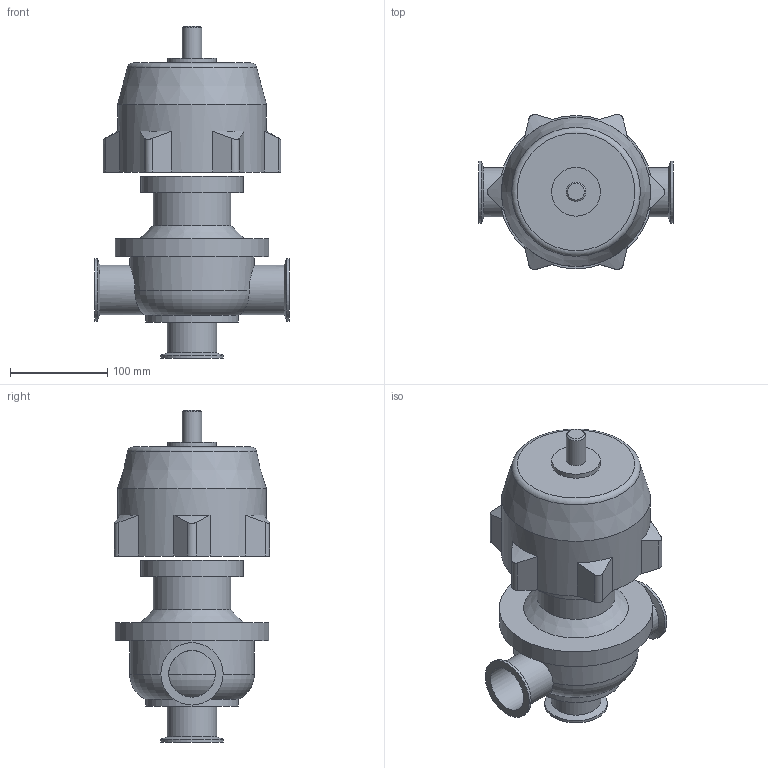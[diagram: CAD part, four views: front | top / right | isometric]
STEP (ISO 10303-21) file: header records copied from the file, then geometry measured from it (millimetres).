
FILE_DESCRIPTION(/* description */ (''),/* implementation_level */ '2;1');
FILE_NAME(/* name */ 'DAC2T_C_20.stp',/* time_stamp */ '2021-08-19T16:47:46+09:00',/* author */ ('m'),/* organization */ (''),/* preprocessor_version */ 'ST-DEVELOPER v18.1',/* originating_system */ 'Autodesk Inventor 2021',/* authorisation */ '');
FILE_SCHEMA (('AUTOMOTIVE_DESIGN { 1 0 10303 214 3 1 1 }'));
Length unit declared in the file: millimetre
Products named in the file (1): DAC2T_C_20
Bounding box: 200 x 159.22 x 341 mm (x, y, z)
Volume: 3623222.7 mm3; surface area: 229383.8 mm2
Topology: 2 solids, 2 shells, 66 faces, 148 edges, 95 vertices
Faces by surface type: plane 25, cylinder 25, bspline 6, cone 6, torus 4
Full cylindrical faces by diameter (mm): 20 x1, 47.8 x3, 50 x1, 50.8 x3, 64 x3, 80 x1, 95.5 x1, 105 x1, 128 x1, 153 x1, 157.5 x1
Entity records: 2311 total; most frequent: CARTESIAN_POINT 819, DIRECTION 297, ORIENTED_EDGE 296, EDGE_CURVE 148, AXIS2_PLACEMENT_3D 119, VERTEX_POINT 95, EDGE_LOOP 75, FACE_OUTER_BOUND 66
